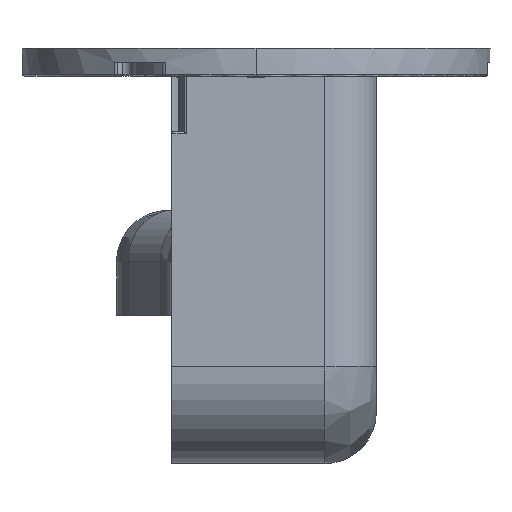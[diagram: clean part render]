
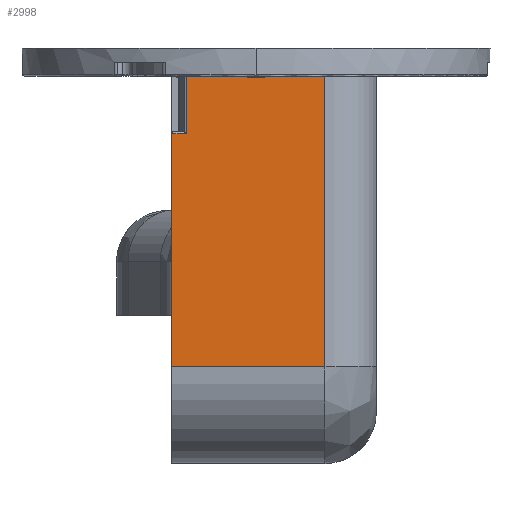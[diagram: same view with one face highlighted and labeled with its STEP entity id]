
A CAD part, left-side view. The second image highlights one B-rep face of the part: STEP entity #2998.
In plain terms, the highlighted planar face has unit normal (-1, 0, 0).
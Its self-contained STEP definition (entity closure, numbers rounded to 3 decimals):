
#44 = CARTESIAN_POINT ( 'NONE',  ( 55.621, -0.002, -34.263 ) ) ;
#61 = DIRECTION ( 'NONE',  ( 0., 1., 0. ) ) ;
#203 = DIRECTION ( 'NONE',  ( 0., 0., 1. ) ) ;
#222 = VERTEX_POINT ( 'NONE', #3267 ) ;
#396 = AXIS2_PLACEMENT_3D ( 'NONE', #10719, #3213, #2234 ) ;
#651 = EDGE_CURVE ( 'NONE', #222, #8389, #2085, .T. ) ;
#857 = DIRECTION ( 'NONE',  ( 0., 0., 1. ) ) ;
#893 = CARTESIAN_POINT ( 'NONE',  ( 55.621, 5.518, -62.525 ) ) ;
#943 = VECTOR ( 'NONE', #203, 1000. ) ;
#1169 = CARTESIAN_POINT ( 'NONE',  ( 55.621, -1.756, -33.12 ) ) ;
#1539 = DIRECTION ( 'NONE',  ( 0., 1., 0. ) ) ;
#1605 = LINE ( 'NONE', #3397, #6668 ) ;
#1772 = CARTESIAN_POINT ( 'NONE',  ( 55.621, -1.756, -34.39 ) ) ;
#1817 = EDGE_LOOP ( 'NONE', ( #10240, #3464, #7726, #10861, #4794, #4182, #4653, #5026, #9491, #9557, #8236, #8568 ) ) ;
#1924 = DIRECTION ( 'NONE',  ( 0., -1., 0. ) ) ;
#2085 = LINE ( 'NONE', #6833, #6936 ) ;
#2234 = DIRECTION ( 'NONE',  ( 0., 0., 1. ) ) ;
#2266 = DIRECTION ( 'NONE',  ( 0., 0., -1. ) ) ;
#2270 = DIRECTION ( 'NONE',  ( 0., 0., -1. ) ) ;
#2291 = DIRECTION ( 'NONE',  ( 0., 0., 1. ) ) ;
#2582 = CARTESIAN_POINT ( 'NONE',  ( 55.621, 6.858, -61.112 ) ) ;
#2764 = CARTESIAN_POINT ( 'NONE',  ( 55.621, 6.858, -40.716 ) ) ;
#2880 = LINE ( 'NONE', #2764, #2976 ) ;
#2955 = DIRECTION ( 'NONE',  ( 0., 0., -1. ) ) ;
#2976 = VECTOR ( 'NONE', #3802, 1000. ) ;
#2987 = LINE ( 'NONE', #6747, #943 ) ;
#2998 = ADVANCED_FACE ( 'NONE', ( #5006 ), #3159, .T. ) ;
#3101 = EDGE_CURVE ( 'NONE', #3590, #6338, #1605, .T. ) ;
#3159 = PLANE ( 'NONE',  #396 ) ;
#3213 = DIRECTION ( 'NONE',  ( -1., 0., 0. ) ) ;
#3267 = CARTESIAN_POINT ( 'NONE',  ( 55.621, -0.256, -34.517 ) ) ;
#3397 = CARTESIAN_POINT ( 'NONE',  ( 55.621, -12.015, -33.12 ) ) ;
#3464 = ORIENTED_EDGE ( 'NONE', *, *, #6171, .T. ) ;
#3590 = VERTEX_POINT ( 'NONE', #6579 ) ;
#3624 = LINE ( 'NONE', #11938, #11089 ) ;
#3802 = DIRECTION ( 'NONE',  ( 0., 0., -1. ) ) ;
#3832 = LINE ( 'NONE', #8734, #10296 ) ;
#3856 = VERTEX_POINT ( 'NONE', #11463 ) ;
#4017 = CARTESIAN_POINT ( 'NONE',  ( 55.621, -7.214, -61.112 ) ) ;
#4106 = VECTOR ( 'NONE', #857, 1000. ) ;
#4182 = ORIENTED_EDGE ( 'NONE', *, *, #4600, .F. ) ;
#4282 = VERTEX_POINT ( 'NONE', #1169 ) ;
#4600 = EDGE_CURVE ( 'NONE', #8318, #4282, #9516, .T. ) ;
#4653 = ORIENTED_EDGE ( 'NONE', *, *, #12010, .F. ) ;
#4794 = ORIENTED_EDGE ( 'NONE', *, *, #8151, .T. ) ;
#5006 = FACE_OUTER_BOUND ( 'NONE', #1817, .T. ) ;
#5026 = ORIENTED_EDGE ( 'NONE', *, *, #651, .F. ) ;
#5037 = LINE ( 'NONE', #10752, #10707 ) ;
#5060 = VECTOR ( 'NONE', #2291, 1000. ) ;
#5571 = CARTESIAN_POINT ( 'NONE',  ( 55.621, 5.518, -33.12 ) ) ;
#5675 = LINE ( 'NONE', #5859, #7510 ) ;
#5788 = EDGE_CURVE ( 'NONE', #10074, #6062, #5675, .T. ) ;
#5859 = CARTESIAN_POINT ( 'NONE',  ( 55.621, -0.178, -61.112 ) ) ;
#6062 = VERTEX_POINT ( 'NONE', #2582 ) ;
#6092 = VERTEX_POINT ( 'NONE', #9954 ) ;
#6171 = EDGE_CURVE ( 'NONE', #7000, #6062, #2880, .T. ) ;
#6338 = VERTEX_POINT ( 'NONE', #5571 ) ;
#6467 = EDGE_CURVE ( 'NONE', #7000, #6092, #3832, .T. ) ;
#6579 = CARTESIAN_POINT ( 'NONE',  ( 55.621, -0.002, -33.12 ) ) ;
#6668 = VECTOR ( 'NONE', #1539, 1000. ) ;
#6747 = CARTESIAN_POINT ( 'NONE',  ( 55.621, -0.002, -34.39 ) ) ;
#6833 = CARTESIAN_POINT ( 'NONE',  ( 55.621, -1.756, -34.517 ) ) ;
#6936 = VECTOR ( 'NONE', #10704, 1000. ) ;
#7000 = VERTEX_POINT ( 'NONE', #8097 ) ;
#7078 = AXIS2_PLACEMENT_3D ( 'NONE', #9892, #10993, #2270 ) ;
#7510 = VECTOR ( 'NONE', #61, 1000. ) ;
#7560 = LINE ( 'NONE', #893, #5060 ) ;
#7655 = CARTESIAN_POINT ( 'NONE',  ( 55.621, -1.756, -34.263 ) ) ;
#7726 = ORIENTED_EDGE ( 'NONE', *, *, #5788, .F. ) ;
#8097 = CARTESIAN_POINT ( 'NONE',  ( 55.621, 6.858, -39.673 ) ) ;
#8151 = EDGE_CURVE ( 'NONE', #3856, #4282, #3624, .T. ) ;
#8219 = EDGE_CURVE ( 'NONE', #12211, #222, #8719, .T. ) ;
#8236 = ORIENTED_EDGE ( 'NONE', *, *, #3101, .T. ) ;
#8318 = VERTEX_POINT ( 'NONE', #7655 ) ;
#8389 = VERTEX_POINT ( 'NONE', #10875 ) ;
#8442 = EDGE_CURVE ( 'NONE', #3856, #10074, #5037, .T. ) ;
#8568 = ORIENTED_EDGE ( 'NONE', *, *, #9075, .F. ) ;
#8712 = DIRECTION ( 'NONE',  ( -1., 0., 0. ) ) ;
#8719 = CIRCLE ( 'NONE', #10698, 0.254 ) ;
#8734 = CARTESIAN_POINT ( 'NONE',  ( 55.621, 5.64, -39.673 ) ) ;
#9075 = EDGE_CURVE ( 'NONE', #6092, #6338, #7560, .T. ) ;
#9491 = ORIENTED_EDGE ( 'NONE', *, *, #8219, .F. ) ;
#9516 = LINE ( 'NONE', #1772, #4106 ) ;
#9557 = ORIENTED_EDGE ( 'NONE', *, *, #11104, .T. ) ;
#9892 = CARTESIAN_POINT ( 'NONE',  ( 55.621, -1.502, -34.263 ) ) ;
#9954 = CARTESIAN_POINT ( 'NONE',  ( 55.621, 5.518, -39.673 ) ) ;
#10060 = CIRCLE ( 'NONE', #7078, 0.254 ) ;
#10074 = VERTEX_POINT ( 'NONE', #4017 ) ;
#10240 = ORIENTED_EDGE ( 'NONE', *, *, #6467, .F. ) ;
#10296 = VECTOR ( 'NONE', #1924, 1000. ) ;
#10633 = CARTESIAN_POINT ( 'NONE',  ( 55.621, -0.256, -34.263 ) ) ;
#10698 = AXIS2_PLACEMENT_3D ( 'NONE', #10633, #8712, #2955 ) ;
#10704 = DIRECTION ( 'NONE',  ( 0., -1., 0. ) ) ;
#10707 = VECTOR ( 'NONE', #2266, 1000. ) ;
#10719 = CARTESIAN_POINT ( 'NONE',  ( 55.621, 12.416, -62.525 ) ) ;
#10752 = CARTESIAN_POINT ( 'NONE',  ( 55.621, -7.214, -25.794 ) ) ;
#10861 = ORIENTED_EDGE ( 'NONE', *, *, #8442, .F. ) ;
#10875 = CARTESIAN_POINT ( 'NONE',  ( 55.621, -1.502, -34.517 ) ) ;
#10993 = DIRECTION ( 'NONE',  ( -1., 0., 0. ) ) ;
#11089 = VECTOR ( 'NONE', #12123, 1000. ) ;
#11104 = EDGE_CURVE ( 'NONE', #12211, #3590, #2987, .T. ) ;
#11463 = CARTESIAN_POINT ( 'NONE',  ( 55.621, -7.214, -33.12 ) ) ;
#11938 = CARTESIAN_POINT ( 'NONE',  ( 55.621, -12.015, -33.12 ) ) ;
#12010 = EDGE_CURVE ( 'NONE', #8389, #8318, #10060, .T. ) ;
#12123 = DIRECTION ( 'NONE',  ( 0., 1., 0. ) ) ;
#12211 = VERTEX_POINT ( 'NONE', #44 ) ;
